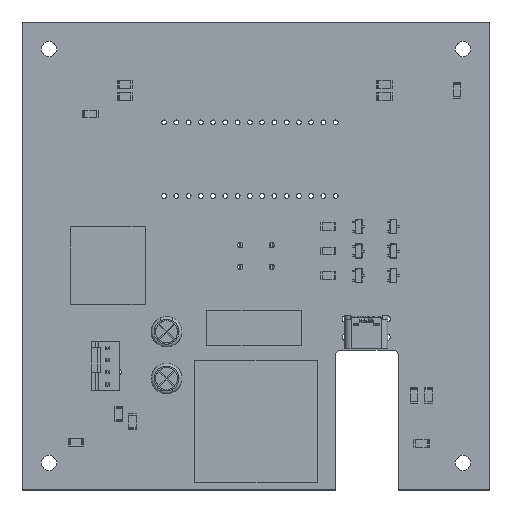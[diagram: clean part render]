
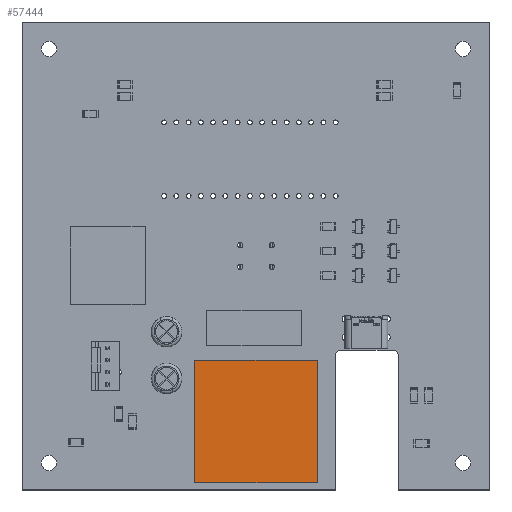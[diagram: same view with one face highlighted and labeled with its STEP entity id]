
A CAD part, top view. The second image highlights one B-rep face of the part: STEP entity #57444.
In plain terms, the highlighted planar face has unit normal (0, 0, 1).
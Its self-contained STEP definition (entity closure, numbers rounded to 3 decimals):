
#57315 = VERTEX_POINT('',#57316);
#57316 = CARTESIAN_POINT('',(-12.7,12.7,10.1));
#57322 = EDGE_CURVE('',#57315,#57323,#57325,.T.);
#57323 = VERTEX_POINT('',#57324);
#57324 = CARTESIAN_POINT('',(12.7,12.7,10.1));
#57325 = LINE('',#57326,#57327);
#57326 = CARTESIAN_POINT('',(-12.7,12.7,10.1));
#57327 = VECTOR('',#57328,1.);
#57328 = DIRECTION('',(1.,0.,0.));
#57353 = EDGE_CURVE('',#57323,#57354,#57356,.T.);
#57354 = VERTEX_POINT('',#57355);
#57355 = CARTESIAN_POINT('',(12.7,-12.7,10.1));
#57356 = LINE('',#57357,#57358);
#57357 = CARTESIAN_POINT('',(12.7,12.7,10.1));
#57358 = VECTOR('',#57359,1.);
#57359 = DIRECTION('',(0.,-1.,0.));
#57384 = EDGE_CURVE('',#57354,#57385,#57387,.T.);
#57385 = VERTEX_POINT('',#57386);
#57386 = CARTESIAN_POINT('',(-12.7,-12.7,10.1));
#57387 = LINE('',#57388,#57389);
#57388 = CARTESIAN_POINT('',(12.7,-12.7,10.1));
#57389 = VECTOR('',#57390,1.);
#57390 = DIRECTION('',(-1.,0.,0.));
#57415 = EDGE_CURVE('',#57385,#57315,#57416,.T.);
#57416 = LINE('',#57417,#57418);
#57417 = CARTESIAN_POINT('',(-12.7,-12.7,10.1));
#57418 = VECTOR('',#57419,1.);
#57419 = DIRECTION('',(0.,1.,0.));
#57444 = ADVANCED_FACE('',(#57445),#57451,.F.);
#57445 = FACE_BOUND('',#57446,.F.);
#57446 = EDGE_LOOP('',(#57447,#57448,#57449,#57450));
#57447 = ORIENTED_EDGE('',*,*,#57322,.T.);
#57448 = ORIENTED_EDGE('',*,*,#57353,.T.);
#57449 = ORIENTED_EDGE('',*,*,#57384,.T.);
#57450 = ORIENTED_EDGE('',*,*,#57415,.T.);
#57451 = PLANE('',#57452);
#57452 = AXIS2_PLACEMENT_3D('',#57453,#57454,#57455);
#57453 = CARTESIAN_POINT('',(0.,0.,10.1)
  );
#57454 = DIRECTION('',(0.,0.,-1.));
#57455 = DIRECTION('',(-1.,0.,0.));
